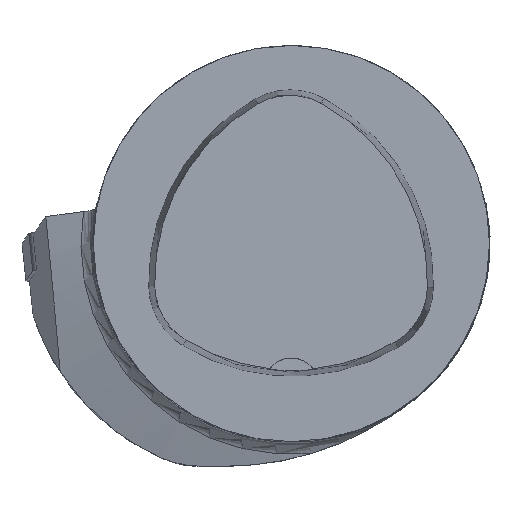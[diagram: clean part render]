
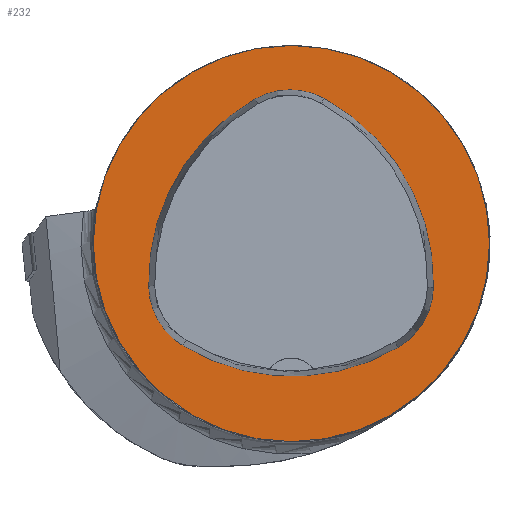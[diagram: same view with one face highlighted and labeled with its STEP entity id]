
A CAD part, top view. The second image highlights one B-rep face of the part: STEP entity #232.
In plain terms, the highlighted planar face has unit normal (0, 0, 1).
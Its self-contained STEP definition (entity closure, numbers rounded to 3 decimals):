
#232=ADVANCED_FACE('',(#454,#455),#279,.T.);
#279=PLANE('',#1322);
#454=FACE_BOUND('',#502,.T.);
#455=FACE_BOUND('',#503,.T.);
#502=EDGE_LOOP('',(#734,#735,#736,#737,#738,#739));
#503=EDGE_LOOP('',(#740));
#734=ORIENTED_EDGE('',*,*,#1080,.T.);
#735=ORIENTED_EDGE('',*,*,#1060,.T.);
#736=ORIENTED_EDGE('',*,*,#1064,.T.);
#737=ORIENTED_EDGE('',*,*,#1067,.T.);
#738=ORIENTED_EDGE('',*,*,#1070,.T.);
#739=ORIENTED_EDGE('',*,*,#1078,.T.);
#740=ORIENTED_EDGE('',*,*,#1051,.F.);
#923=VERTEX_POINT('',#2081);
#932=VERTEX_POINT('',#2100);
#933=VERTEX_POINT('',#2101);
#936=VERTEX_POINT('',#2109);
#938=VERTEX_POINT('',#2115);
#940=VERTEX_POINT('',#2121);
#947=VERTEX_POINT('',#2142);
#1051=EDGE_CURVE('',#923,#923,#1127,.T.);
#1060=EDGE_CURVE('',#932,#933,#1128,.T.);
#1064=EDGE_CURVE('',#933,#936,#1130,.T.);
#1067=EDGE_CURVE('',#936,#938,#1132,.T.);
#1070=EDGE_CURVE('',#938,#940,#1134,.T.);
#1078=EDGE_CURVE('',#940,#947,#1138,.T.);
#1080=EDGE_CURVE('',#947,#932,#1140,.T.);
#1127=CIRCLE('',#1294,50.);
#1128=CIRCLE('',#1300,53.);
#1130=CIRCLE('',#1303,18.);
#1132=CIRCLE('',#1306,53.);
#1134=CIRCLE('',#1309,18.);
#1138=CIRCLE('',#1314,53.);
#1140=CIRCLE('',#1317,18.);
#1294=AXIS2_PLACEMENT_3D('',#2080,#1543,#1544);
#1300=AXIS2_PLACEMENT_3D('',#2099,#1559,#1560);
#1303=AXIS2_PLACEMENT_3D('',#2108,#1567,#1568);
#1306=AXIS2_PLACEMENT_3D('',#2114,#1574,#1575);
#1309=AXIS2_PLACEMENT_3D('',#2120,#1581,#1582);
#1314=AXIS2_PLACEMENT_3D('',#2143,#1593,#1594);
#1317=AXIS2_PLACEMENT_3D('',#2146,#1599,#1600);
#1322=AXIS2_PLACEMENT_3D('',#2151,#1609,#1610);
#1543=DIRECTION('',(0.,0.,-1.));
#1544=DIRECTION('',(-1.,0.,0.));
#1559=DIRECTION('',(0.,0.,-1.));
#1560=DIRECTION('',(-1.,0.,0.));
#1567=DIRECTION('',(0.,0.,-1.));
#1568=DIRECTION('',(-1.,0.,0.));
#1574=DIRECTION('',(0.,0.,-1.));
#1575=DIRECTION('',(-1.,0.,0.));
#1581=DIRECTION('',(0.,0.,-1.));
#1582=DIRECTION('',(-1.,0.,0.));
#1593=DIRECTION('',(0.,0.,-1.));
#1594=DIRECTION('',(-1.,0.,0.));
#1599=DIRECTION('',(0.,0.,-1.));
#1600=DIRECTION('',(-1.,0.,0.));
#1609=DIRECTION('',(0.,0.,1.));
#1610=DIRECTION('',(1.,0.,0.));
#2080=CARTESIAN_POINT('',(0.,0.,0.));
#2081=CARTESIAN_POINT('',(-50.,0.,0.));
#2099=CARTESIAN_POINT('',(16.978,-9.621,0.));
#2100=CARTESIAN_POINT('',(-36.009,-10.801,0.));
#2101=CARTESIAN_POINT('',(-9.238,36.441,0.));
#2108=CARTESIAN_POINT('',(-0.334,20.797,0.));
#2109=CARTESIAN_POINT('',(8.312,36.585,0.));
#2114=CARTESIAN_POINT('',(-17.147,-9.9,0.));
#2115=CARTESIAN_POINT('',(35.839,-11.094,0.));
#2120=CARTESIAN_POINT('',(17.844,-10.688,0.));
#2121=CARTESIAN_POINT('',(26.94,-26.221,0.));
#2142=CARTESIAN_POINT('',(-27.358,-25.784,0.));
#2143=CARTESIAN_POINT('',(0.157,19.514,0.));
#2146=CARTESIAN_POINT('',(-18.013,-10.4,0.));
#2151=CARTESIAN_POINT('',(0.,0.,0.));
